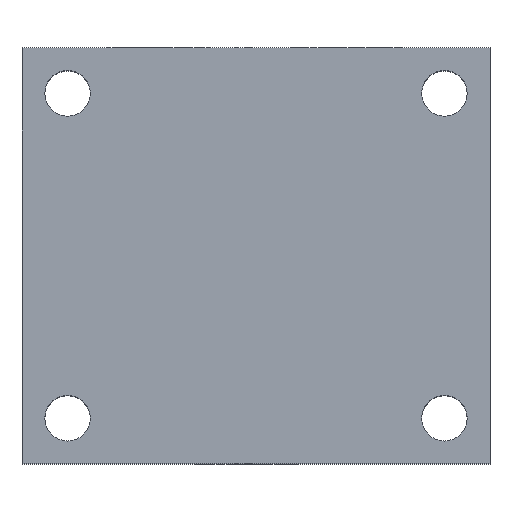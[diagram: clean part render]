
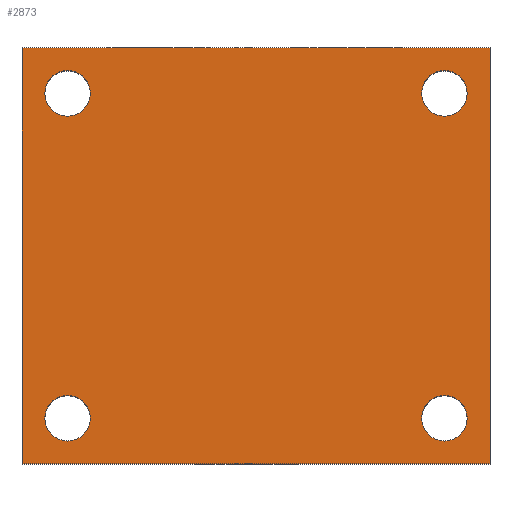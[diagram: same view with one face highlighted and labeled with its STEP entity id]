
A CAD part, top view. The second image highlights one B-rep face of the part: STEP entity #2873.
In plain terms, the highlighted planar face has unit normal (0, 0, 1).
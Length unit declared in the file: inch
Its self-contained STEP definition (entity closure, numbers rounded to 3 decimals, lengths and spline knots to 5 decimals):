
#213=DIRECTION('',(0.,-1.,0.));
#214=VECTOR('',#213,4.);
#215=CARTESIAN_POINT('',(0.,0.,2.188));
#216=LINE('',#215,#214);
#217=DIRECTION('',(-1.,0.,0.));
#218=VECTOR('',#217,4.5);
#219=CARTESIAN_POINT('',(4.5,0.,2.188));
#220=LINE('',#219,#218);
#221=DIRECTION('',(0.,1.,0.));
#222=VECTOR('',#221,4.);
#223=CARTESIAN_POINT('',(4.5,-4.,2.188));
#224=LINE('',#223,#222);
#225=DIRECTION('',(1.,0.,0.));
#226=VECTOR('',#225,4.5);
#227=CARTESIAN_POINT('',(0.,-4.,2.188));
#228=LINE('',#227,#226);
#229=CARTESIAN_POINT('',(0.438,-0.438,
2.188));
#230=DIRECTION('',(0.,0.,1.));
#231=DIRECTION('',(0.,1.,0.));
#232=AXIS2_PLACEMENT_3D('',#229,#230,#231);
#234=CARTESIAN_POINT('',(0.438,-0.438,
2.188));
#235=DIRECTION('',(0.,0.,1.));
#236=DIRECTION('',(0.,-1.,0.));
#237=AXIS2_PLACEMENT_3D('',#234,#235,#236);
#239=CARTESIAN_POINT('',(0.438,-3.562,2.188));
#240=DIRECTION('',(0.,0.,1.));
#241=DIRECTION('',(0.,1.,0.));
#242=AXIS2_PLACEMENT_3D('',#239,#240,#241);
#244=CARTESIAN_POINT('',(0.438,-3.562,2.188));
#245=DIRECTION('',(0.,0.,1.));
#246=DIRECTION('',(0.,-1.,0.));
#247=AXIS2_PLACEMENT_3D('',#244,#245,#246);
#249=CARTESIAN_POINT('',(4.062,-3.562,2.188));
#250=DIRECTION('',(0.,0.,1.));
#251=DIRECTION('',(0.,1.,0.));
#252=AXIS2_PLACEMENT_3D('',#249,#250,#251);
#254=CARTESIAN_POINT('',(4.062,-3.562,2.188));
#255=DIRECTION('',(0.,0.,1.));
#256=DIRECTION('',(0.,-1.,0.));
#257=AXIS2_PLACEMENT_3D('',#254,#255,#256);
#259=CARTESIAN_POINT('',(4.062,-0.438,2.188));
#260=DIRECTION('',(0.,0.,1.));
#261=DIRECTION('',(0.,1.,0.));
#262=AXIS2_PLACEMENT_3D('',#259,#260,#261);
#264=CARTESIAN_POINT('',(4.062,-0.438,2.188));
#265=DIRECTION('',(0.,0.,1.));
#266=DIRECTION('',(0.,-1.,0.));
#267=AXIS2_PLACEMENT_3D('',#264,#265,#266);
#2367=CARTESIAN_POINT('',(0.,0.,2.188));
#2368=CARTESIAN_POINT('',(0.,-4.,2.188));
#2369=VERTEX_POINT('',#2367);
#2370=VERTEX_POINT('',#2368);
#2371=CARTESIAN_POINT('',(4.5,-4.,2.188));
#2372=VERTEX_POINT('',#2371);
#2373=CARTESIAN_POINT('',(4.5,0.,2.188));
#2374=VERTEX_POINT('',#2373);
#2379=CARTESIAN_POINT('',(0.438,-0.219,
2.188));
#2380=CARTESIAN_POINT('',(0.438,-0.657,
2.188));
#2381=VERTEX_POINT('',#2379);
#2382=VERTEX_POINT('',#2380);
#2387=CARTESIAN_POINT('',(0.438,-3.343,
2.188));
#2388=CARTESIAN_POINT('',(0.438,-3.781,
2.188));
#2389=VERTEX_POINT('',#2387);
#2390=VERTEX_POINT('',#2388);
#2395=CARTESIAN_POINT('',(4.062,-3.343,2.188));
#2396=CARTESIAN_POINT('',(4.062,-3.781,2.188));
#2397=VERTEX_POINT('',#2395);
#2398=VERTEX_POINT('',#2396);
#2403=CARTESIAN_POINT('',(4.062,-0.219,
2.188));
#2404=CARTESIAN_POINT('',(4.062,-0.657,
2.188));
#2405=VERTEX_POINT('',#2403);
#2406=VERTEX_POINT('',#2404);
#2838=CARTESIAN_POINT('',(0.,0.,2.188));
#2839=DIRECTION('',(0.,0.,1.));
#2840=DIRECTION('',(1.,0.,0.));
#2841=AXIS2_PLACEMENT_3D('',#2838,#2839,#2840);
#2842=PLANE('',#2841);
#2843=ORIENTED_EDGE('',*,*,#2754,.F.);
#2844=ORIENTED_EDGE('',*,*,#2781,.F.);
#2845=ORIENTED_EDGE('',*,*,#2807,.F.);
#2846=ORIENTED_EDGE('',*,*,#2826,.F.);
#2847=EDGE_LOOP('',(#2843,#2844,#2845,#2846));
#2848=FACE_OUTER_BOUND('',#2847,.F.);
#2850=ORIENTED_EDGE('',*,*,#2849,.T.);
#2852=ORIENTED_EDGE('',*,*,#2851,.T.);
#2853=EDGE_LOOP('',(#2850,#2852));
#2854=FACE_BOUND('',#2853,.F.);
#2856=ORIENTED_EDGE('',*,*,#2855,.T.);
#2858=ORIENTED_EDGE('',*,*,#2857,.T.);
#2859=EDGE_LOOP('',(#2856,#2858));
#2860=FACE_BOUND('',#2859,.F.);
#2862=ORIENTED_EDGE('',*,*,#2861,.T.);
#2864=ORIENTED_EDGE('',*,*,#2863,.T.);
#2865=EDGE_LOOP('',(#2862,#2864));
#2866=FACE_BOUND('',#2865,.F.);
#2868=ORIENTED_EDGE('',*,*,#2867,.T.);
#2870=ORIENTED_EDGE('',*,*,#2869,.T.);
#2871=EDGE_LOOP('',(#2868,#2870));
#2872=FACE_BOUND('',#2871,.F.);
#2873=ADVANCED_FACE('',(#2848,#2854,#2860,#2866,#2872),#2842,.T.);
#233=CIRCLE('',#232,0.219);
#238=CIRCLE('',#237,0.219);
#243=CIRCLE('',#242,0.219);
#248=CIRCLE('',#247,0.219);
#253=CIRCLE('',#252,0.219);
#258=CIRCLE('',#257,0.219);
#263=CIRCLE('',#262,0.219);
#268=CIRCLE('',#267,0.219);
#2754=EDGE_CURVE('',#2369,#2370,#216,.T.);
#2781=EDGE_CURVE('',#2374,#2369,#220,.T.);
#2807=EDGE_CURVE('',#2372,#2374,#224,.T.);
#2826=EDGE_CURVE('',#2370,#2372,#228,.T.);
#2849=EDGE_CURVE('',#2381,#2382,#233,.T.);
#2851=EDGE_CURVE('',#2382,#2381,#238,.T.);
#2855=EDGE_CURVE('',#2389,#2390,#243,.T.);
#2857=EDGE_CURVE('',#2390,#2389,#248,.T.);
#2861=EDGE_CURVE('',#2397,#2398,#253,.T.);
#2863=EDGE_CURVE('',#2398,#2397,#258,.T.);
#2867=EDGE_CURVE('',#2405,#2406,#263,.T.);
#2869=EDGE_CURVE('',#2406,#2405,#268,.T.);
